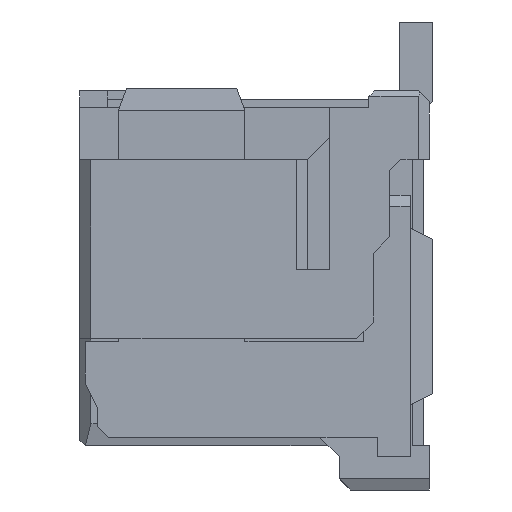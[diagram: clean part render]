
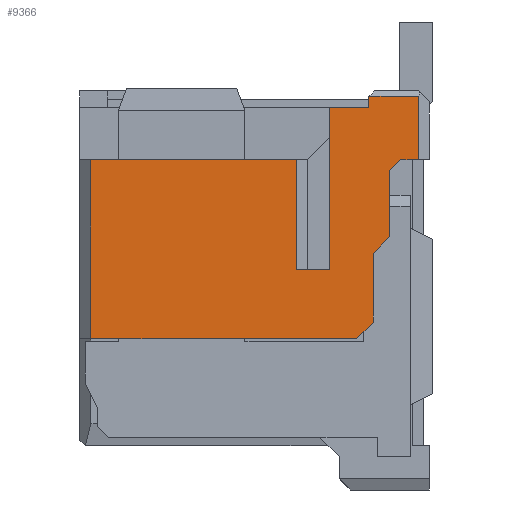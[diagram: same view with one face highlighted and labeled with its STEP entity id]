
A CAD part, left-side view. The second image highlights one B-rep face of the part: STEP entity #9366.
In plain terms, the highlighted planar face has unit normal (-1, 0, 0).
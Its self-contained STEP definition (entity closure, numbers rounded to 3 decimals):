
#753=DIRECTION('',(0.,0.,-1.));
#754=VECTOR('',#753,2.95);
#755=CARTESIAN_POINT('',(-8.15,-1.93,3.77));
#756=LINE('',#755,#754);
#761=DIRECTION('',(0.,0.,-1.));
#762=VECTOR('',#761,3.25);
#763=CARTESIAN_POINT('',(-8.15,2.4,2.82));
#764=LINE('',#763,#762);
#765=DIRECTION('',(0.,-1.,0.));
#766=VECTOR('',#765,3.73);
#767=CARTESIAN_POINT('',(-8.15,2.4,2.82));
#768=LINE('',#767,#766);
#769=DIRECTION('',(0.,0.,1.));
#770=VECTOR('',#769,2.);
#771=CARTESIAN_POINT('',(-8.15,-1.33,0.82));
#772=LINE('',#771,#770);
#773=DIRECTION('',(0.,1.,0.));
#774=VECTOR('',#773,0.6);
#775=CARTESIAN_POINT('',(-8.15,-1.93,0.82));
#776=LINE('',#775,#774);
#777=DIRECTION('',(0.,1.,0.));
#778=VECTOR('',#777,0.72);
#779=CARTESIAN_POINT('',(-8.15,-2.65,3.77));
#780=LINE('',#779,#778);
#781=DIRECTION('',(0.,0.,-1.));
#782=VECTOR('',#781,0.2);
#783=CARTESIAN_POINT('',(-8.15,-2.65,3.97));
#784=LINE('',#783,#782);
#785=DIRECTION('',(0.,1.,0.));
#786=VECTOR('',#785,0.9);
#787=CARTESIAN_POINT('',(-8.15,-3.55,3.97));
#788=LINE('',#787,#786);
#789=DIRECTION('',(0.,0.,1.));
#790=VECTOR('',#789,1.15);
#791=CARTESIAN_POINT('',(-8.15,-3.55,2.82));
#792=LINE('',#791,#790);
#793=DIRECTION('',(0.,1.,0.));
#794=VECTOR('',#793,0.32);
#795=CARTESIAN_POINT('',(-8.15,-3.55,2.82));
#796=LINE('',#795,#794);
#797=DIRECTION('',(0.,0.707,-0.707));
#798=VECTOR('',#797,0.283);
#799=CARTESIAN_POINT('',(-8.15,-3.23,2.82));
#800=LINE('',#799,#798);
#801=DIRECTION('',(0.,0.,-1.));
#802=VECTOR('',#801,1.2);
#803=CARTESIAN_POINT('',(-8.15,-3.03,2.62));
#804=LINE('',#803,#802);
#805=DIRECTION('',(0.,0.707,-0.707));
#806=VECTOR('',#805,0.424);
#807=CARTESIAN_POINT('',(-8.15,-3.03,1.42));
#808=LINE('',#807,#806);
#809=DIRECTION('',(0.,0.,-1.));
#810=VECTOR('',#809,1.25);
#811=CARTESIAN_POINT('',(-8.15,-2.73,1.12));
#812=LINE('',#811,#810);
#813=DIRECTION('',(0.,0.707,-0.707));
#814=VECTOR('',#813,0.424);
#815=CARTESIAN_POINT('',(-8.15,-2.73,-0.13));
#816=LINE('',#815,#814);
#817=DIRECTION('',(0.,-1.,0.));
#818=VECTOR('',#817,4.83);
#819=CARTESIAN_POINT('',(-8.15,2.4,-0.43));
#820=LINE('',#819,#818);
#6395=CARTESIAN_POINT('',(-8.15,-3.23,2.82));
#6396=CARTESIAN_POINT('',(-8.15,-3.03,2.62));
#6397=VERTEX_POINT('',#6395);
#6398=VERTEX_POINT('',#6396);
#6399=CARTESIAN_POINT('',(-8.15,-3.03,1.42));
#6400=VERTEX_POINT('',#6399);
#6401=CARTESIAN_POINT('',(-8.15,-2.73,1.12));
#6402=VERTEX_POINT('',#6401);
#6403=CARTESIAN_POINT('',(-8.15,-2.73,-0.13));
#6404=VERTEX_POINT('',#6403);
#6405=CARTESIAN_POINT('',(-8.15,-2.43,-0.43));
#6406=VERTEX_POINT('',#6405);
#6407=CARTESIAN_POINT('',(-8.15,-1.93,3.77));
#6409=VERTEX_POINT('',#6407);
#6415=CARTESIAN_POINT('',(-8.15,-2.65,3.77));
#6416=VERTEX_POINT('',#6415);
#6920=CARTESIAN_POINT('',(-8.15,-1.93,0.82));
#6921=CARTESIAN_POINT('',(-8.15,-1.33,0.82));
#6922=VERTEX_POINT('',#6920);
#6923=VERTEX_POINT('',#6921);
#6924=CARTESIAN_POINT('',(-8.15,-1.33,2.82));
#6925=VERTEX_POINT('',#6924);
#6996=CARTESIAN_POINT('',(-8.15,2.4,-0.43));
#6998=VERTEX_POINT('',#6996);
#7002=CARTESIAN_POINT('',(-8.15,2.4,2.82));
#7003=VERTEX_POINT('',#7002);
#7054=CARTESIAN_POINT('',(-8.15,-3.55,3.97));
#7055=CARTESIAN_POINT('',(-8.15,-2.65,3.97));
#7056=VERTEX_POINT('',#7054);
#7057=VERTEX_POINT('',#7055);
#7067=CARTESIAN_POINT('',(-8.15,-3.55,2.82));
#7069=VERTEX_POINT('',#7067);
#9329=CARTESIAN_POINT('',(-8.15,0.,0.445));
#9330=DIRECTION('',(-1.,0.,0.));
#9331=DIRECTION('',(0.,0.,1.));
#9332=AXIS2_PLACEMENT_3D('',#9329,#9330,#9331);
#9333=PLANE('',#9332);
#9335=ORIENTED_EDGE('',*,*,#9334,.F.);
#9336=ORIENTED_EDGE('',*,*,#9267,.T.);
#9338=ORIENTED_EDGE('',*,*,#9337,.F.);
#9340=ORIENTED_EDGE('',*,*,#9339,.F.);
#9341=ORIENTED_EDGE('',*,*,#9317,.F.);
#9343=ORIENTED_EDGE('',*,*,#9342,.F.);
#9345=ORIENTED_EDGE('',*,*,#9344,.F.);
#9347=ORIENTED_EDGE('',*,*,#9346,.F.);
#9349=ORIENTED_EDGE('',*,*,#9348,.F.);
#9351=ORIENTED_EDGE('',*,*,#9350,.T.);
#9353=ORIENTED_EDGE('',*,*,#9352,.T.);
#9355=ORIENTED_EDGE('',*,*,#9354,.T.);
#9357=ORIENTED_EDGE('',*,*,#9356,.T.);
#9359=ORIENTED_EDGE('',*,*,#9358,.T.);
#9361=ORIENTED_EDGE('',*,*,#9360,.T.);
#9363=ORIENTED_EDGE('',*,*,#9362,.F.);
#9364=EDGE_LOOP('',(#9335,#9336,#9338,#9340,#9341,#9343,#9345,#9347,#9349,#9351,
#9353,#9355,#9357,#9359,#9361,#9363));
#9365=FACE_OUTER_BOUND('',#9364,.F.);
#9366=ADVANCED_FACE('',(#9365),#9333,.T.);
#9267=EDGE_CURVE('',#7003,#6925,#768,.T.);
#9317=EDGE_CURVE('',#6409,#6922,#756,.T.);
#9334=EDGE_CURVE('',#7003,#6998,#764,.T.);
#9337=EDGE_CURVE('',#6923,#6925,#772,.T.);
#9339=EDGE_CURVE('',#6922,#6923,#776,.T.);
#9342=EDGE_CURVE('',#6416,#6409,#780,.T.);
#9344=EDGE_CURVE('',#7057,#6416,#784,.T.);
#9346=EDGE_CURVE('',#7056,#7057,#788,.T.);
#9348=EDGE_CURVE('',#7069,#7056,#792,.T.);
#9350=EDGE_CURVE('',#7069,#6397,#796,.T.);
#9352=EDGE_CURVE('',#6397,#6398,#800,.T.);
#9354=EDGE_CURVE('',#6398,#6400,#804,.T.);
#9356=EDGE_CURVE('',#6400,#6402,#808,.T.);
#9358=EDGE_CURVE('',#6402,#6404,#812,.T.);
#9360=EDGE_CURVE('',#6404,#6406,#816,.T.);
#9362=EDGE_CURVE('',#6998,#6406,#820,.T.);
